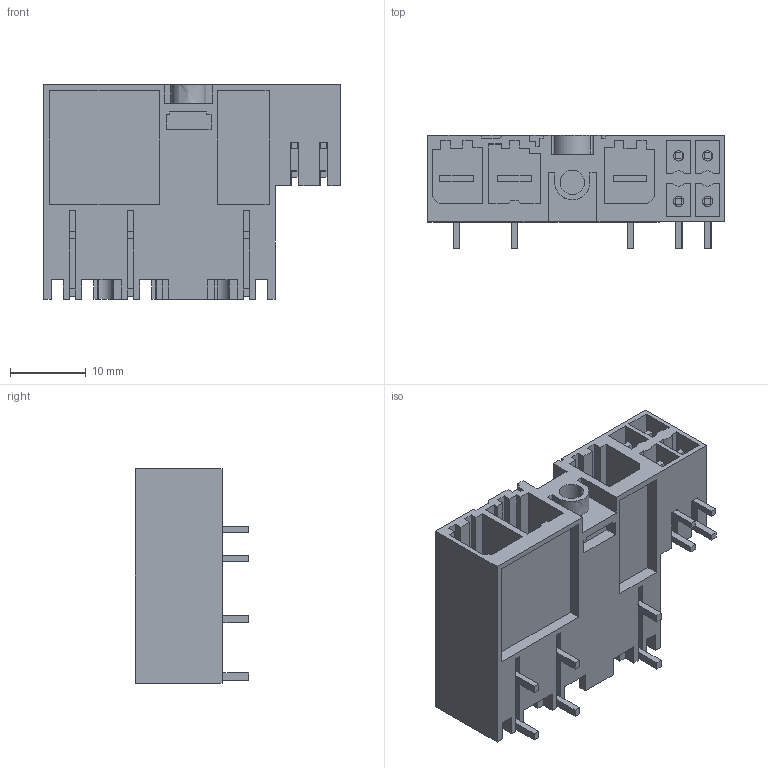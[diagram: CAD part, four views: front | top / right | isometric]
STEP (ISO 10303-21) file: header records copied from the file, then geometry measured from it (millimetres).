
FILE_DESCRIPTION(('CATIA V5R24 STEP','CAx-IF Rec.Pracs.--- Model Styling and Organization---1.2---2011-12-15'),'2;1');
FILE_NAME ('D1448399_0', '2017-05-10T09:54:37+00:00', ('Weidmueller Interface'), ('Weidmueller'), 'CATIA Version 5-6 Release 2014 SP4 HF52', 'CATIA V5 STEP AP214', 'none');
FILE_SCHEMA(('AUTOMOTIVE_DESIGN { 1 0 10303 214 1 1 1 1 }'));
Length unit declared in the file: millimetre
Products named in the file (1): 1089890000
Bounding box: 39.07 x 14.9 x 28.3 mm (x, y, z)
Volume: 6361.6 mm3; surface area: 8606.7 mm2
Topology: 8 solids, 8 shells, 480 faces, 1353 edges, 904 vertices
Faces by surface type: plane 445, cylinder 34, extrusion 1
Entity records: 14951 total; most frequent: ORIENTED_EDGE 2706, CARTESIAN_POINT 2664, DIRECTION 2003, EDGE_CURVE 1353, VECTOR 1284, LINE 1283, VERTEX_POINT 904, EDGE_LOOP 509
